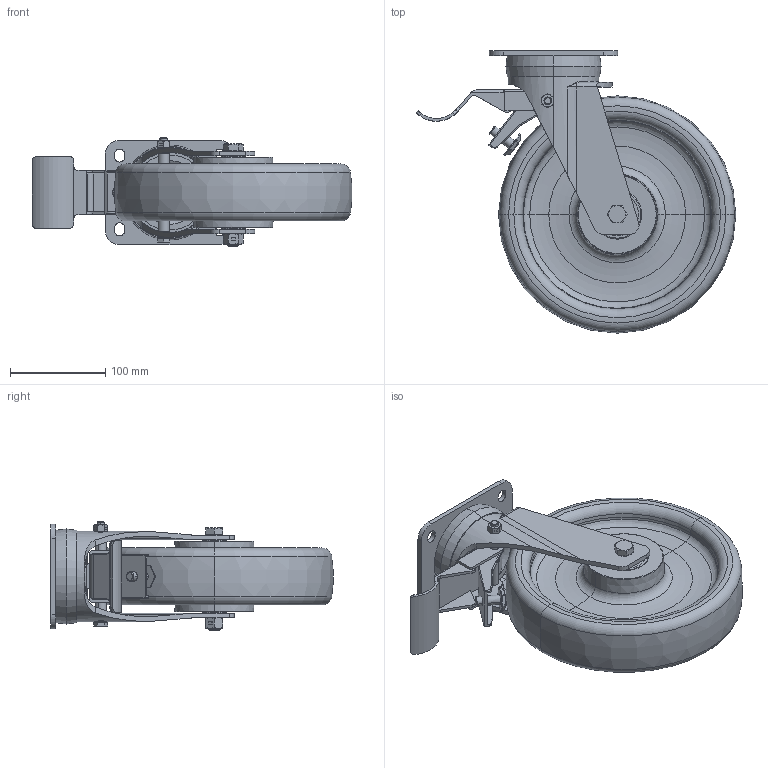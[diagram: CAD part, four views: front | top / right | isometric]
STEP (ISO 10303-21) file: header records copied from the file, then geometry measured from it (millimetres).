
FILE_DESCRIPTION (( 'STEP AP214' ), '1' );
FILE_NAME ('0023336WI_L-IM-PUZK-250-K-3-DSV.STEP', '2016-11-15T12:23:31', ( '' ), ( '' ), 'SwSTEP 2.0', 'SolidWorks 2016', '' );
FILE_SCHEMA (( 'AUTOMOTIVE_DESIGN' ));
Length unit declared in the file: millimetre
Products named in the file (1): 0023336WI_L-IM-PUZK-250-K-3-DSV
Bounding box: 336.33 x 296.83 x 114 mm (x, y, z)
Volume: 2298371.4 mm3; surface area: 493739.4 mm2
Topology: 22 solids, 22 shells, 784 faces, 1833 edges, 1118 vertices
Faces by surface type: plane 273, cylinder 248, torus 180, cone 66, sphere 9, bspline 8
Entity records: 32647 total; most frequent: CARTESIAN_POINT 5496, DIRECTION 4106, ORIENTED_EDGE 3658, EDGE_CURVE 1829, AXIS2_PLACEMENT_3D 1696, VERTEX_POINT 1118, CIRCLE 919, EDGE_LOOP 873
